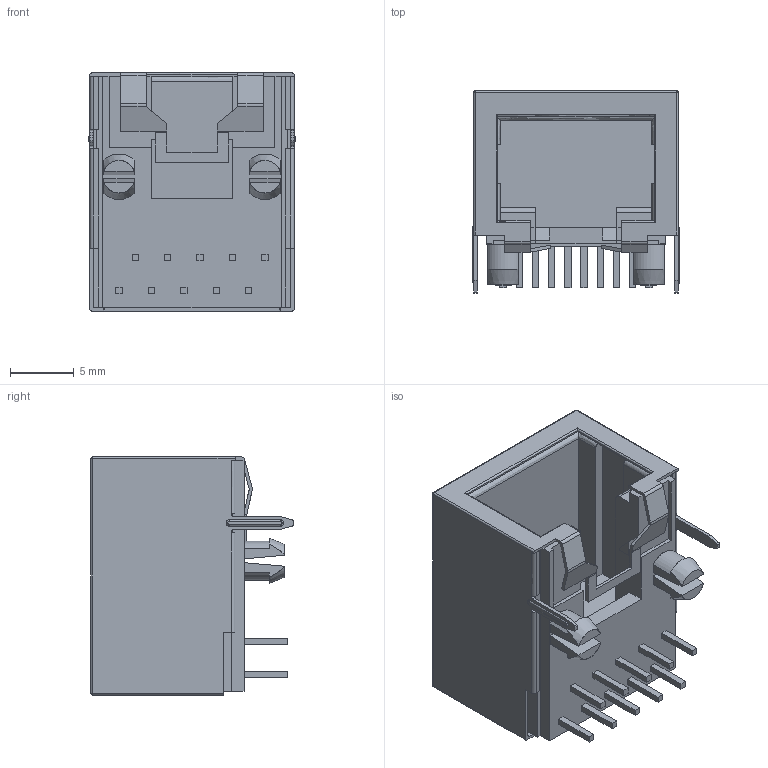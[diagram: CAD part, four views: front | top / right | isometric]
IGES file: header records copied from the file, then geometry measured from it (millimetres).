
Start section: SolidWorks IGES file using analytic representation for surfaces
Global section: file name: GMX-S-1010_rA3.IGS; native system: SolidWorks 2014; preprocessor: SolidWorks 2014; author: Daniel; date: 150313.142946; units: millimetre
Bounding box: 16.2 x 15.85 x 18.65 mm (x, y, z)
Surface area: 3752.4 mm2 (no closed solid volume)
Topology: 0 solids, 0 shells, 304 faces, 1949 edges, 1916 vertices
Faces by surface type: bspline 208, revolution 96
